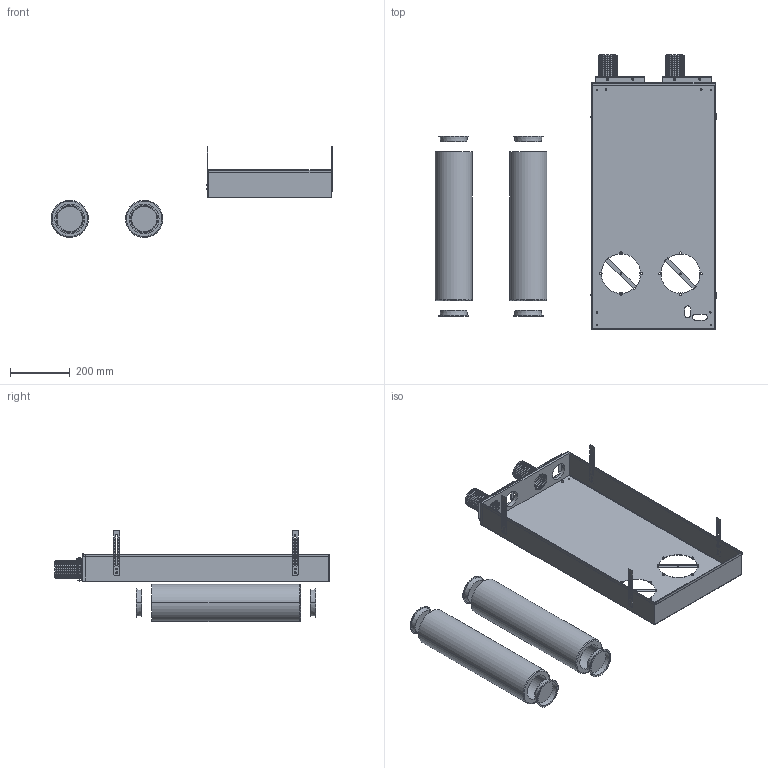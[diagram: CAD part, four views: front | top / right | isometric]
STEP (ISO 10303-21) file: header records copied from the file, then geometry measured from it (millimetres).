
FILE_DESCRIPTION(('Creo Elements/Direct Modeling STEP Export'),'2;1');
FILE_NAME('Dummy_geniovent.duo_Z-SR.stp','2016-07-25T17:27:10',(''),(''),'PTC Creo Elements/Direct Modeling STEP processor for AP214 (Solid Model)','PTC Creo Elements/Direct Modeling 19.0C 15-Aug-2015 (C) Parametric Technology GmbH','');
FILE_SCHEMA(('AUTOMOTIVE_DESIGN { 1 0 10303 214 1 1 1 1 }'));
Length unit declared in the file: millimetre
Products named in the file (14): 010-Rohbaukasten; 020-Befestigungslasche; 023-Befestigungslasche; 022-Befestigungslasche; 021-Befestigungslasche; exklusiv_Rohr_63er; exklusiv_Rohr_63er.; 030_EPP-Wanddurchführung_d125; 031_EPP-Wanddurchführung_d125; 041_Kegelstopfen_DN100; 042_Kegelstopfen_DN100; 043_Kegelstopfen_DN100; 040_Kegelstopfen_DN100; Dummy_geniovent.duo_Z-SR
Assembly tree (13 placements, depth 2):
  Dummy_geniovent.duo_Z-SR
    040_Kegelstopfen_DN100
    043_Kegelstopfen_DN100
    042_Kegelstopfen_DN100
    041_Kegelstopfen_DN100
    031_EPP-Wanddurchführung_d125
    030_EPP-Wanddurchführung_d125
    exklusiv_Rohr_63er.
    exklusiv_Rohr_63er
    021-Befestigungslasche
    022-Befestigungslasche
    023-Befestigungslasche
    020-Befestigungslasche
    010-Rohbaukasten
Bounding box: 946.1 x 922.7 x 305.81 mm (x, y, z)
Volume: 6947078.7 mm3; surface area: 2073472.7 mm2
Topology: 14 solids, 14 shells, 2010 faces, 5205 edges, 3276 vertices
Faces by surface type: plane 798, cylinder 760, torus 268, cone 176, sphere 8
Entity records: 59486 total; most frequent: ORIENTED_EDGE 10398, DIRECTION 10392, CARTESIAN_POINT 9978, EDGE_CURVE 5197, AXIS2_PLACEMENT_3D 3690, VERTEX_POINT 3276, VECTOR 3012, LINE 3012
